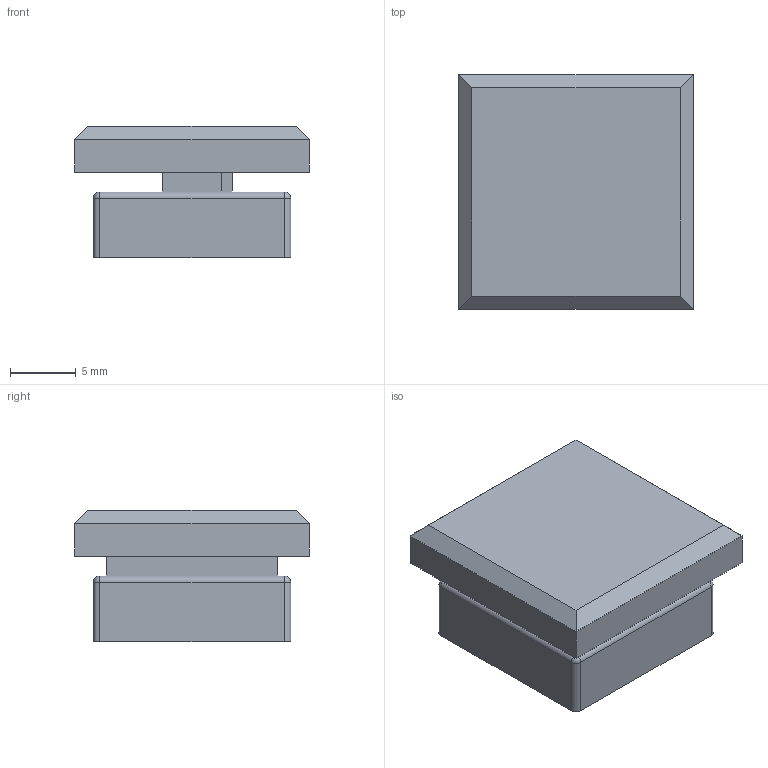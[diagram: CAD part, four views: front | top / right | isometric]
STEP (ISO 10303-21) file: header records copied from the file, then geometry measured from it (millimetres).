
FILE_DESCRIPTION(('FreeCAD Model'),'2;1');
FILE_NAME('kailh-choc-switch-cap.step', '2019-04-14T15:31:18',(''),(''),'Open CASCADE STEP processor 7.3', 'FreeCAD','Unknown');
FILE_SCHEMA(('AUTOMOTIVE_DESIGN { 1 0 10303 214 1 1 1 1 }'));
Length unit declared in the file: millimetre
Products named in the file (8): Switch; Body; Stem; Cap; ShapeBinder; Extrude003; Chamfer; Body002
Assembly tree (8 placements, depth 3):
  Switch
    Body
    Stem
    Cap
      ShapeBinder  x2
      Extrude003
      Chamfer
      Body002
Bounding box: 17.8 x 17.8 x 10 mm (x, y, z)
Volume: 2072.6 mm3; surface area: 2026.1 mm2
Topology: 7 solids, 7 shells, 87 faces, 208 edges, 148 vertices
Faces by surface type: plane 75, cylinder 8, sphere 4
Entity records: 5161 total; most frequent: CARTESIAN_POINT 824, DIRECTION 776, LINE 552, VECTOR 552, ORIENTED_EDGE 376, PCURVE 376, DEFINITIONAL_REPRESENTATION 376, EDGE_CURVE 188
